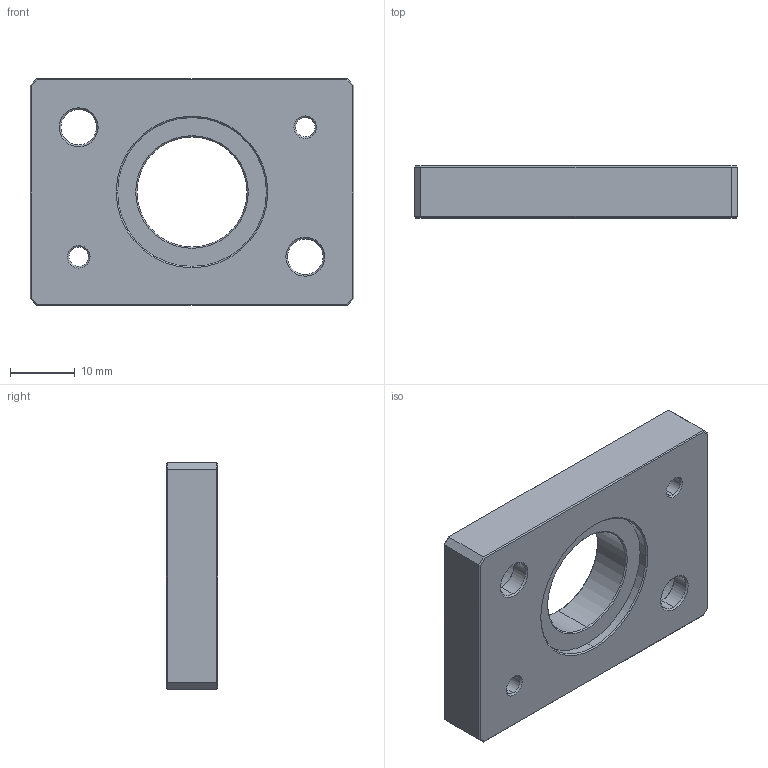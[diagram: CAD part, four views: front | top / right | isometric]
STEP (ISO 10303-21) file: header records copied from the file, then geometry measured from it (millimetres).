
FILE_DESCRIPTION (( 'STEP AP214' ), '1' );
FILE_NAME ('Brazing Clamp 1.STEP', '2023-07-06T05:31:34', ( '' ), ( '' ), 'SwSTEP 2.0', 'SolidWorks 2021', '' );
FILE_SCHEMA (( 'AUTOMOTIVE_DESIGN' ));
Length unit declared in the file: millimetre
Products named in the file (1): Brazing Clamp 1
Bounding box: 50 x 8 x 35 mm (x, y, z)
Volume: 10828.6 mm3; surface area: 5199.9 mm2
Topology: 1 solids, 1 shells, 71 faces, 156 edges, 90 vertices
Faces by surface type: plane 29, cone 26, cylinder 16
Entity records: 1966 total; most frequent: DIRECTION 358, CARTESIAN_POINT 318, ORIENTED_EDGE 312, EDGE_CURVE 156, AXIS2_PLACEMENT_3D 130, LINE 98, VECTOR 98, VERTEX_POINT 90
